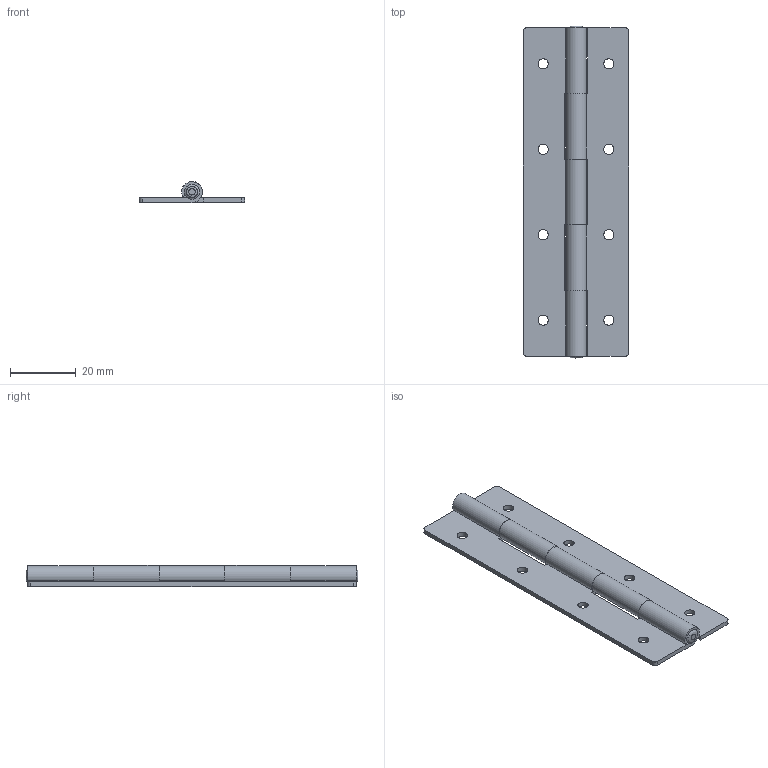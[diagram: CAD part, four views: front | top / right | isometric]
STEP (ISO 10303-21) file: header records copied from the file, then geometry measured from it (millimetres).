
FILE_DESCRIPTION(/* description */ (''),/* implementation_level */ '2;1');
FILE_NAME(/* name */ 'HG10032-15.stp',/* time_stamp */ '2025-11-18T21:04:02+09:00',/* author */ ('user'),/* organization */ (''),/* preprocessor_version */ 'ST-DEVELOPER v15.6',/* originating_system */ 'Autodesk Inventor 2015',/* authorisation */ '');
FILE_SCHEMA (('AUTOMOTIVE_DESIGN { 1 0 10303 214 3 1 1 }'));
Length unit declared in the file: millimetre
Products named in the file (3): HG10032-15-P2; HG10032-15-P1; HG10032-15
Bounding box: 32 x 101 x 6.4 mm (x, y, z)
Volume: 6548.9 mm3; surface area: 10170.1 mm2
Topology: 3 solids, 3 shells, 57 faces, 157 edges, 108 vertices
Faces by surface type: plane 32, cylinder 23, bspline 2
Full cylindrical faces by diameter (mm): 3.1 x8, 3.3 x1
Entity records: 1871 total; most frequent: CARTESIAN_POINT 358, DIRECTION 310, ORIENTED_EDGE 280, EDGE_CURVE 140, AXIS2_PLACEMENT_3D 112, VERTEX_POINT 100, LINE 86, VECTOR 86
